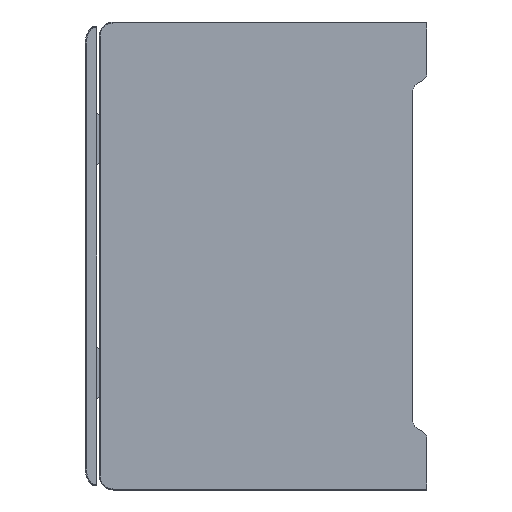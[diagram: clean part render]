
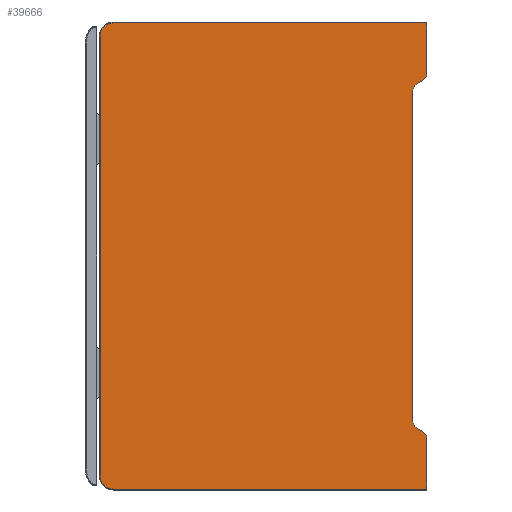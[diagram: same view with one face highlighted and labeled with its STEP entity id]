
A CAD part, left-side view. The second image highlights one B-rep face of the part: STEP entity #39666.
In plain terms, the highlighted planar face has unit normal (-1, 0, 0).
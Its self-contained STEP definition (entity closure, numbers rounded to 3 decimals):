
#738=DIRECTION('',(0.,0.,1.));
#739=VECTOR('',#738,10.8);
#740=CARTESIAN_POINT('',(0.,0.,-99.8));
#741=LINE('',#740,#739);
#792=DIRECTION('',(0.,-0.866,-0.5));
#793=VECTOR('',#792,1.309);
#794=CARTESIAN_POINT('',(0.,2.,-86.845));
#795=LINE('',#794,#793);
#796=CARTESIAN_POINT('',(0.,1.732,-89.));
#797=DIRECTION('',(1.,0.,0.));
#798=DIRECTION('',(0.,-0.5,0.866));
#799=AXIS2_PLACEMENT_3D('',#796,#797,#798);
#801=CARTESIAN_POINT('',(0.,67.,-97.));
#802=DIRECTION('',(1.,0.,0.));
#803=DIRECTION('',(0.,0.,-1.));
#804=AXIS2_PLACEMENT_3D('',#801,#802,#803);
#806=CARTESIAN_POINT('',(0.,67.,-3.));
#807=DIRECTION('',(1.,0.,0.));
#808=DIRECTION('',(0.,1.,0.));
#809=AXIS2_PLACEMENT_3D('',#806,#807,#808);
#811=CARTESIAN_POINT('',(0.,1.732,-11.));
#812=DIRECTION('',(1.,0.,0.));
#813=DIRECTION('',(0.,-1.,0.));
#814=AXIS2_PLACEMENT_3D('',#811,#812,#813);
#816=DIRECTION('',(0.,0.866,-0.5));
#817=VECTOR('',#816,1.309);
#818=CARTESIAN_POINT('',(0.,0.866,-12.5));
#819=LINE('',#818,#817);
#820=CARTESIAN_POINT('',(0.,1.,-14.887));
#821=DIRECTION('',(-1.,0.,0.));
#822=DIRECTION('',(0.,0.5,0.866));
#823=AXIS2_PLACEMENT_3D('',#820,#821,#822);
#825=DIRECTION('',(0.,0.,-1.));
#826=VECTOR('',#825,70.226);
#827=CARTESIAN_POINT('',(0.,3.,-14.887));
#828=LINE('',#827,#826);
#829=CARTESIAN_POINT('',(0.,1.,-85.113));
#830=DIRECTION('',(-1.,0.,0.));
#831=DIRECTION('',(0.,1.,0.));
#832=AXIS2_PLACEMENT_3D('',#829,#830,#831);
#838=DIRECTION('',(0.,-1.,0.));
#839=VECTOR('',#838,67.);
#840=CARTESIAN_POINT('',(0.,67.,
-99.8));
#841=LINE('',#840,#839);
#9251=DIRECTION('',(0.,0.,-1.));
#9252=VECTOR('',#9251,94.);
#9253=CARTESIAN_POINT('',(0.,69.8,
-3.));
#9254=LINE('',#9253,#9252);
#9343=DIRECTION('',(0.,1.,0.));
#9344=VECTOR('',#9343,67.);
#9345=CARTESIAN_POINT('',(0.,0.,-0.2));
#9346=LINE('',#9345,#9344);
#9355=DIRECTION('',(0.,0.,1.));
#9356=VECTOR('',#9355,10.8);
#9357=CARTESIAN_POINT('',(0.,0.,-11.));
#9358=LINE('',#9357,#9356);
#30003=CARTESIAN_POINT('',(0.,0.,-11.));
#30004=CARTESIAN_POINT('',(0.,0.,-0.2));
#30005=VERTEX_POINT('',#30003);
#30006=VERTEX_POINT('',#30004);
#30015=CARTESIAN_POINT('',(0.,0.,-99.8));
#30016=VERTEX_POINT('',#30015);
#30017=CARTESIAN_POINT('',(0.,0.,-89.));
#30018=VERTEX_POINT('',#30017);
#30154=CARTESIAN_POINT('',(0.,3.,-14.887));
#30155=CARTESIAN_POINT('',(0.,3.,-85.113));
#30156=VERTEX_POINT('',#30154);
#30157=VERTEX_POINT('',#30155);
#32493=CARTESIAN_POINT('',(0.,67.,-0.2));
#32494=VERTEX_POINT('',#32493);
#32495=CARTESIAN_POINT('',(0.,69.8,
-3.));
#32496=VERTEX_POINT('',#32495);
#32497=CARTESIAN_POINT('',(0.,2.,-86.845));
#32498=CARTESIAN_POINT('',(0.,0.866,-87.5));
#32499=VERTEX_POINT('',#32497);
#32500=VERTEX_POINT('',#32498);
#32501=CARTESIAN_POINT('',(0.,67.,
-99.8));
#32502=VERTEX_POINT('',#32501);
#32503=CARTESIAN_POINT('',(0.,69.8,
-97.));
#32504=VERTEX_POINT('',#32503);
#32505=CARTESIAN_POINT('',(0.,0.866,-12.5));
#32506=VERTEX_POINT('',#32505);
#32507=CARTESIAN_POINT('',(0.,2.,-13.155));
#32508=VERTEX_POINT('',#32507);
#39637=CARTESIAN_POINT('',(0.,0.,-100.));
#39638=DIRECTION('',(-1.,0.,0.));
#39639=DIRECTION('',(0.,0.,1.));
#39640=AXIS2_PLACEMENT_3D('',#39637,#39638,#39639);
#39641=PLANE('',#39640);
#39642=ORIENTED_EDGE('',*,*,#39550,.T.);
#39643=ORIENTED_EDGE('',*,*,#39565,.T.);
#39644=ORIENTED_EDGE('',*,*,#39587,.F.);
#39646=ORIENTED_EDGE('',*,*,#39645,.F.);
#39648=ORIENTED_EDGE('',*,*,#39647,.T.);
#39650=ORIENTED_EDGE('',*,*,#39649,.F.);
#39652=ORIENTED_EDGE('',*,*,#39651,.T.);
#39654=ORIENTED_EDGE('',*,*,#39653,.F.);
#39656=ORIENTED_EDGE('',*,*,#39655,.F.);
#39658=ORIENTED_EDGE('',*,*,#39657,.T.);
#39660=ORIENTED_EDGE('',*,*,#39659,.T.);
#39661=ORIENTED_EDGE('',*,*,#39629,.T.);
#39662=ORIENTED_EDGE('',*,*,#39369,.T.);
#39663=ORIENTED_EDGE('',*,*,#39535,.T.);
#39664=EDGE_LOOP('',(#39642,#39643,#39644,#39646,#39648,#39650,#39652,#39654,
#39656,#39658,#39660,#39661,#39662,#39663));
#39665=FACE_OUTER_BOUND('',#39664,.F.);
#39666=ADVANCED_FACE('',(#39665),#39641,.T.);
#800=CIRCLE('',#799,1.732);
#805=CIRCLE('',#804,2.8);
#810=CIRCLE('',#809,2.8);
#815=CIRCLE('',#814,1.732);
#824=CIRCLE('',#823,2.);
#833=CIRCLE('',#832,2.);
#39369=EDGE_CURVE('',#30156,#30157,#828,.T.);
#39535=EDGE_CURVE('',#30157,#32499,#833,.T.);
#39550=EDGE_CURVE('',#32499,#32500,#795,.T.);
#39565=EDGE_CURVE('',#32500,#30018,#800,.T.);
#39587=EDGE_CURVE('',#30016,#30018,#741,.T.);
#39629=EDGE_CURVE('',#32508,#30156,#824,.T.);
#39645=EDGE_CURVE('',#32502,#30016,#841,.T.);
#39647=EDGE_CURVE('',#32502,#32504,#805,.T.);
#39649=EDGE_CURVE('',#32496,#32504,#9254,.T.);
#39651=EDGE_CURVE('',#32496,#32494,#810,.T.);
#39653=EDGE_CURVE('',#30006,#32494,#9346,.T.);
#39655=EDGE_CURVE('',#30005,#30006,#9358,.T.);
#39657=EDGE_CURVE('',#30005,#32506,#815,.T.);
#39659=EDGE_CURVE('',#32506,#32508,#819,.T.);
